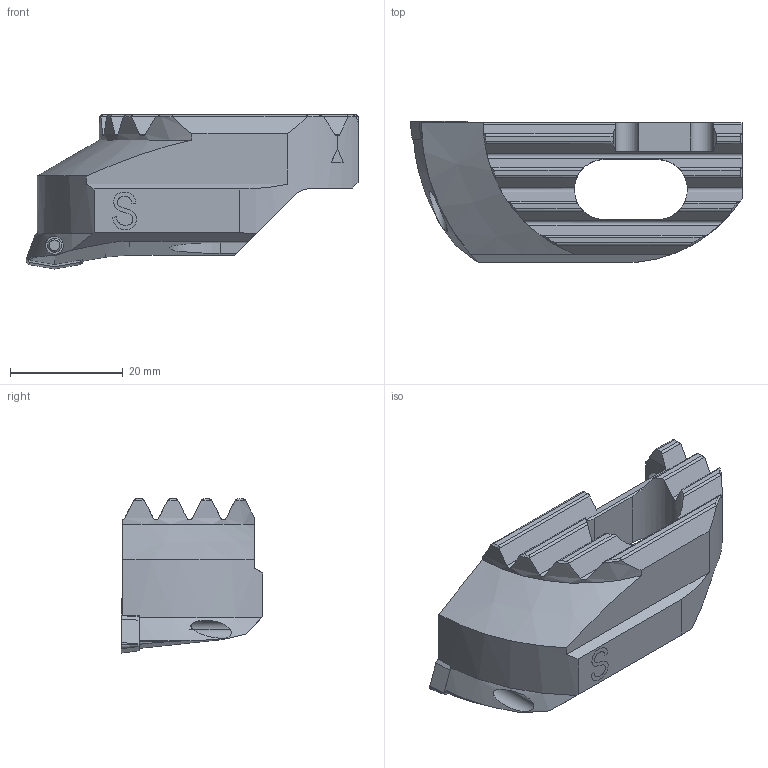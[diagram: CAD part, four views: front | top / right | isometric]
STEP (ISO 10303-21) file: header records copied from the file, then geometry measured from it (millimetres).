
FILE_DESCRIPTION(('no description'),'unknown implementation level');
FILE_NAME('920D70D2-3851-46B3-AE60-DE43DD764541_export.stp',' ',('CIMSOURCE GmbH'),('CADClick - KiM GmbH - www.kimweb.de'),'unknown preprocess','ACIS','unknown authorization');
FILE_SCHEMA(('automotive_design'));
Length unit declared in the file: millimetre
Products named in the file (3): 639.255 Kaiser 76-86 SW53 WC05 S|639.255 Kaiser 76-86 SW53 WC05 S;Marke; 639.255 Kaiser 76-86 SW53 WC05 S|694.131 Kaiser ETL M3 X 8,2 T9 IP 10S;Kreismuster1; 639.255 Kaiser 76-86 SW53 WC05 S|655.641 Kaiser WCMT 050308 K20C;Kombinieren1
Bounding box: 59 x 25.18 x 27.4 mm (x, y, z)
Volume: 16464.6 mm3; surface area: 6719.5 mm2
Topology: 3 solids, 3 shells, 206 faces, 569 edges, 372 vertices
Faces by surface type: plane 76, cylinder 65, bspline 28, cone 25, torus 8, sphere 4
Entity records: 14712 total; most frequent: CARTESIAN_POINT 3311, STYLED_ITEM 1150, PRESENTATION_STYLE_ASSIGNMENT 1150, COLOUR_RGB 1150, ORIENTED_EDGE 1138, DIRECTION 928, EDGE_CURVE 569, CURVE_STYLE 569
